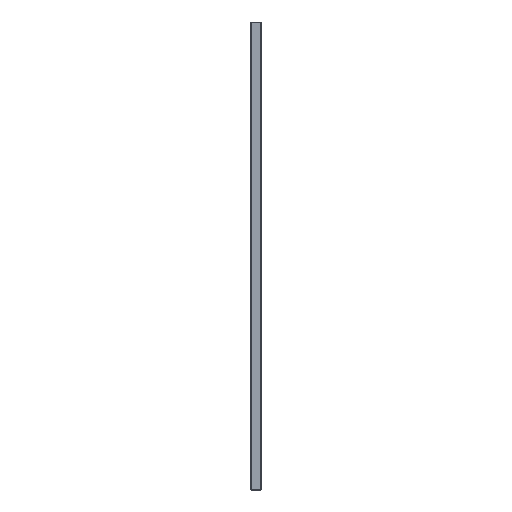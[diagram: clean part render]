
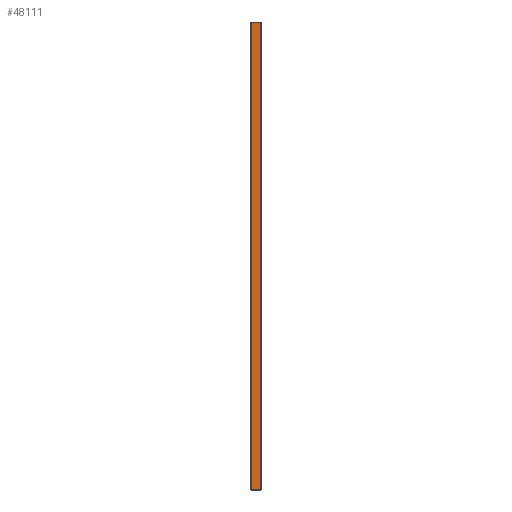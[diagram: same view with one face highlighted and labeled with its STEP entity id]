
A CAD part, front view. The second image highlights one B-rep face of the part: STEP entity #48111.
In plain terms, the highlighted planar face has unit normal (0, -1, 0).
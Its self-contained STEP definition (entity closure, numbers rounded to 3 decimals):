
#38784 = PLANE('',#38785);
#38785 = AXIS2_PLACEMENT_3D('',#38786,#38787,#38788);
#38786 = CARTESIAN_POINT('',(7.5,-15.45,0.05));
#38787 = DIRECTION('',(0.,0.707,0.707));
#38788 = DIRECTION('',(1.,0.,0.));
#39092 = PLANE('',#39093);
#39093 = AXIS2_PLACEMENT_3D('',#39094,#39095,#39096);
#39094 = CARTESIAN_POINT('',(7.5,-15.45,699.95));
#39095 = DIRECTION('',(0.,-0.707,
    0.707));
#39096 = DIRECTION('',(1.,0.,0.));
#39379 = PLANE('',#39380);
#39380 = AXIS2_PLACEMENT_3D('',#39381,#39382,#39383);
#39381 = CARTESIAN_POINT('',(-7.4,-15.4,0.));
#39382 = DIRECTION('',(-0.707,-0.707,
    0.));
#39383 = DIRECTION('',(0.,0.,1.));
#42451 = VERTEX_POINT('',#42452);
#42452 = CARTESIAN_POINT('',(7.4,-15.5,0.1));
#42473 = EDGE_CURVE('',#42451,#42474,#42476,.T.);
#42474 = VERTEX_POINT('',#42475);
#42475 = CARTESIAN_POINT('',(-7.3,-15.5,0.1));
#42476 = SURFACE_CURVE('',#42477,(#42481,#42488),.PCURVE_S1.);
#42477 = LINE('',#42478,#42479);
#42478 = CARTESIAN_POINT('',(7.5,-15.5,0.1));
#42479 = VECTOR('',#42480,1.);
#42480 = DIRECTION('',(-1.,0.,0.));
#42481 = PCURVE('',#38784,#42482);
#42482 = DEFINITIONAL_REPRESENTATION('',(#42483),#42487);
#42483 = LINE('',#42484,#42485);
#42484 = CARTESIAN_POINT('',(0.,-0.071));
#42485 = VECTOR('',#42486,1.);
#42486 = DIRECTION('',(-1.,0.));
#42487 = ( GEOMETRIC_REPRESENTATION_CONTEXT(2) 
PARAMETRIC_REPRESENTATION_CONTEXT() REPRESENTATION_CONTEXT('2D SPACE',''
  ) );
#42488 = PCURVE('',#42489,#42494);
#42489 = PLANE('',#42490);
#42490 = AXIS2_PLACEMENT_3D('',#42491,#42492,#42493);
#42491 = CARTESIAN_POINT('',(7.5,-15.5,0.));
#42492 = DIRECTION('',(0.,-1.,0.));
#42493 = DIRECTION('',(-1.,0.,0.));
#42494 = DEFINITIONAL_REPRESENTATION('',(#42495),#42499);
#42495 = LINE('',#42496,#42497);
#42496 = CARTESIAN_POINT('',(0.,-0.1));
#42497 = VECTOR('',#42498,1.);
#42498 = DIRECTION('',(1.,0.));
#42499 = ( GEOMETRIC_REPRESENTATION_CONTEXT(2) 
PARAMETRIC_REPRESENTATION_CONTEXT() REPRESENTATION_CONTEXT('2D SPACE',''
  ) );
#42766 = VERTEX_POINT('',#42767);
#42767 = CARTESIAN_POINT('',(7.4,-15.5,699.9));
#42788 = EDGE_CURVE('',#42766,#42789,#42791,.T.);
#42789 = VERTEX_POINT('',#42790);
#42790 = CARTESIAN_POINT('',(-7.3,-15.5,699.9));
#42791 = SURFACE_CURVE('',#42792,(#42796,#42803),.PCURVE_S1.);
#42792 = LINE('',#42793,#42794);
#42793 = CARTESIAN_POINT('',(7.5,-15.5,699.9));
#42794 = VECTOR('',#42795,1.);
#42795 = DIRECTION('',(-1.,0.,0.));
#42796 = PCURVE('',#39092,#42797);
#42797 = DEFINITIONAL_REPRESENTATION('',(#42798),#42802);
#42798 = LINE('',#42799,#42800);
#42799 = CARTESIAN_POINT('',(0.,-0.071));
#42800 = VECTOR('',#42801,1.);
#42801 = DIRECTION('',(-1.,0.));
#42802 = ( GEOMETRIC_REPRESENTATION_CONTEXT(2) 
PARAMETRIC_REPRESENTATION_CONTEXT() REPRESENTATION_CONTEXT('2D SPACE',''
  ) );
#42803 = PCURVE('',#42489,#42804);
#42804 = DEFINITIONAL_REPRESENTATION('',(#42805),#42809);
#42805 = LINE('',#42806,#42807);
#42806 = CARTESIAN_POINT('',(0.,-699.9));
#42807 = VECTOR('',#42808,1.);
#42808 = DIRECTION('',(1.,0.));
#42809 = ( GEOMETRIC_REPRESENTATION_CONTEXT(2) 
PARAMETRIC_REPRESENTATION_CONTEXT() REPRESENTATION_CONTEXT('2D SPACE',''
  ) );
#42945 = EDGE_CURVE('',#42474,#42789,#42946,.T.);
#42946 = SURFACE_CURVE('',#42947,(#42951,#42958),.PCURVE_S1.);
#42947 = LINE('',#42948,#42949);
#42948 = CARTESIAN_POINT('',(-7.3,-15.5,0.));
#42949 = VECTOR('',#42950,1.);
#42950 = DIRECTION('',(0.,0.,1.));
#42951 = PCURVE('',#39379,#42952);
#42952 = DEFINITIONAL_REPRESENTATION('',(#42953),#42957);
#42953 = LINE('',#42954,#42955);
#42954 = CARTESIAN_POINT('',(0.,-0.141));
#42955 = VECTOR('',#42956,1.);
#42956 = DIRECTION('',(1.,0.));
#42957 = ( GEOMETRIC_REPRESENTATION_CONTEXT(2) 
PARAMETRIC_REPRESENTATION_CONTEXT() REPRESENTATION_CONTEXT('2D SPACE',''
  ) );
#42958 = PCURVE('',#42489,#42959);
#42959 = DEFINITIONAL_REPRESENTATION('',(#42960),#42964);
#42960 = LINE('',#42961,#42962);
#42961 = CARTESIAN_POINT('',(14.8,0.));
#42962 = VECTOR('',#42963,1.);
#42963 = DIRECTION('',(0.,-1.));
#42964 = ( GEOMETRIC_REPRESENTATION_CONTEXT(2) 
PARAMETRIC_REPRESENTATION_CONTEXT() REPRESENTATION_CONTEXT('2D SPACE',''
  ) );
#47639 = PLANE('',#47640);
#47640 = AXIS2_PLACEMENT_3D('',#47641,#47642,#47643);
#47641 = CARTESIAN_POINT('',(7.45,-15.45,0.));
#47642 = DIRECTION('',(0.707,-0.707,0.));
#47643 = DIRECTION('',(0.,0.,1.));
#48111 = ADVANCED_FACE('',(#48112),#42489,.T.);
#48112 = FACE_BOUND('',#48113,.T.);
#48113 = EDGE_LOOP('',(#48114,#48135,#48136,#48137));
#48114 = ORIENTED_EDGE('',*,*,#48115,.T.);
#48115 = EDGE_CURVE('',#42451,#42766,#48116,.T.);
#48116 = SURFACE_CURVE('',#48117,(#48121,#48128),.PCURVE_S1.);
#48117 = LINE('',#48118,#48119);
#48118 = CARTESIAN_POINT('',(7.4,-15.5,0.));
#48119 = VECTOR('',#48120,1.);
#48120 = DIRECTION('',(0.,0.,1.));
#48121 = PCURVE('',#42489,#48122);
#48122 = DEFINITIONAL_REPRESENTATION('',(#48123),#48127);
#48123 = LINE('',#48124,#48125);
#48124 = CARTESIAN_POINT('',(0.1,0.));
#48125 = VECTOR('',#48126,1.);
#48126 = DIRECTION('',(0.,-1.));
#48127 = ( GEOMETRIC_REPRESENTATION_CONTEXT(2) 
PARAMETRIC_REPRESENTATION_CONTEXT() REPRESENTATION_CONTEXT('2D SPACE',''
  ) );
#48128 = PCURVE('',#47639,#48129);
#48129 = DEFINITIONAL_REPRESENTATION('',(#48130),#48134);
#48130 = LINE('',#48131,#48132);
#48131 = CARTESIAN_POINT('',(0.,0.071));
#48132 = VECTOR('',#48133,1.);
#48133 = DIRECTION('',(1.,0.));
#48134 = ( GEOMETRIC_REPRESENTATION_CONTEXT(2) 
PARAMETRIC_REPRESENTATION_CONTEXT() REPRESENTATION_CONTEXT('2D SPACE',''
  ) );
#48135 = ORIENTED_EDGE('',*,*,#42788,.T.);
#48136 = ORIENTED_EDGE('',*,*,#42945,.F.);
#48137 = ORIENTED_EDGE('',*,*,#42473,.F.);
